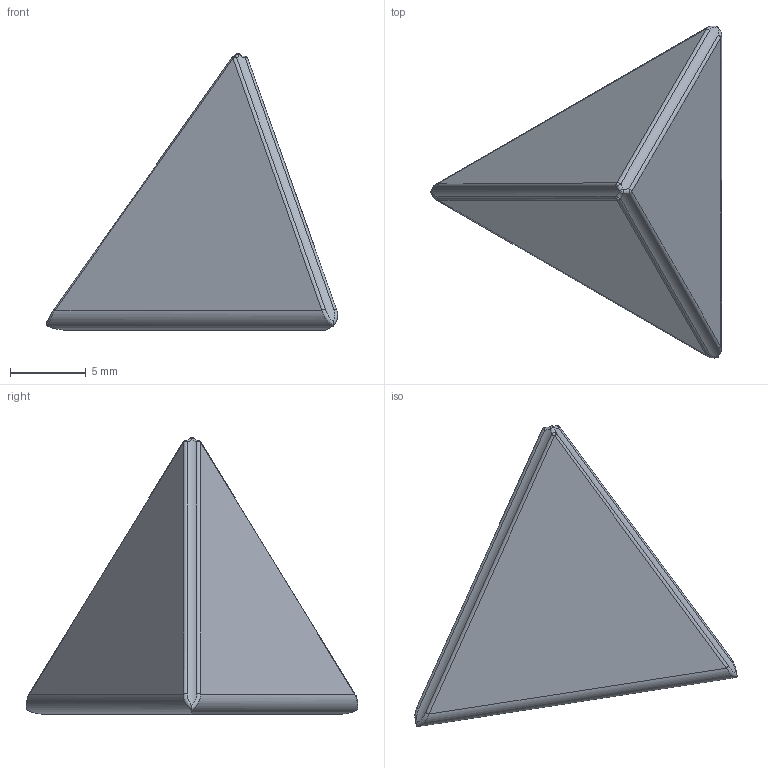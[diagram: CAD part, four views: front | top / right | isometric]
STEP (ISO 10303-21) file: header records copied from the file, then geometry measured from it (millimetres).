
FILE_DESCRIPTION(/* description */ (''),/* implementation_level */ '2;1');
FILE_NAME(/* name */ 'triangular counterweight v3.step',/* time_stamp */ '2024-08-05T21:04:57-04:00',/* author */ (''),/* organization */ (''),/* preprocessor_version */ 'ST-DEVELOPER v20',/* originating_system */ 'Autodesk Translation Framework v13.14.0.145',/* authorisation */ '');
FILE_SCHEMA (('AUTOMOTIVE_DESIGN { 1 0 10303 214 3 1 1 }'));
Length unit declared in the file: millimetre
Products named in the file (1): triangular counterweight
Bounding box: 19.24 x 21.92 x 18.27 mm (x, y, z)
Volume: 1622.9 mm3; surface area: 898.1 mm2
Topology: 1 solids, 1 shells, 29 faces, 62 edges, 34 vertices
Faces by surface type: cylinder 12, bspline 9, sphere 4, plane 4
Entity records: 1150 total; most frequent: CARTESIAN_POINT 536, ORIENTED_EDGE 122, DIRECTION 116, EDGE_CURVE 61, AXIS2_PLACEMENT_3D 49, VERTEX_POINT 34, FACE_OUTER_BOUND 29, EDGE_LOOP 29
